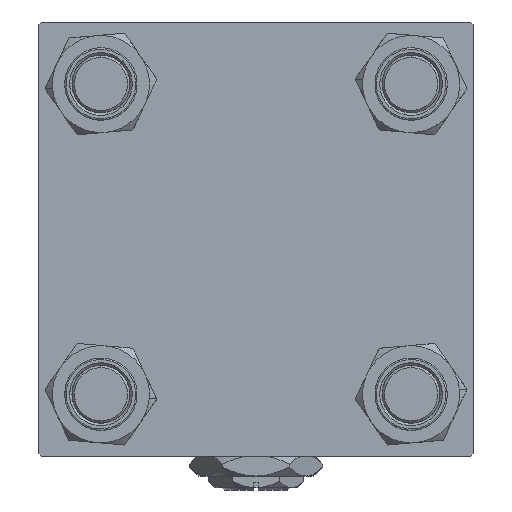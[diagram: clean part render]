
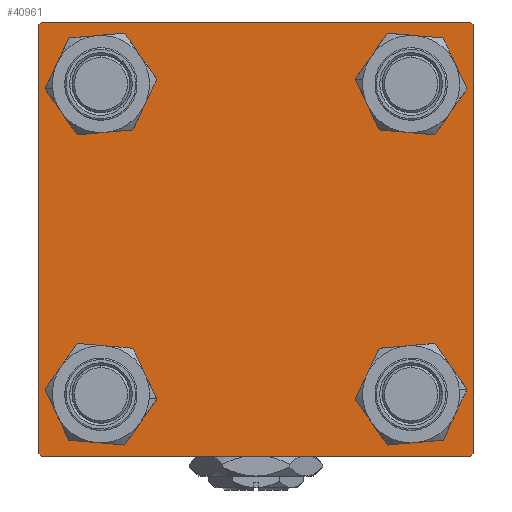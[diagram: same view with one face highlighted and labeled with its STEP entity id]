
A CAD part, left-side view. The second image highlights one B-rep face of the part: STEP entity #40961.
In plain terms, the highlighted planar face has unit normal (-1, 0, 0).
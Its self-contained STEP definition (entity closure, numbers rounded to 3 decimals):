
#142 = CARTESIAN_POINT ( 'NONE',  ( 0., -32.15, -32.15 ) ) ;
#493 = EDGE_CURVE ( 'NONE', #56419, #45530, #43361, .T. ) ;
#865 = DIRECTION ( 'NONE',  ( 0., -0.707, 0.707 ) ) ;
#958 = DIRECTION ( 'NONE',  ( -1., 0., 0. ) ) ;
#1199 = CARTESIAN_POINT ( 'NONE',  ( 0., 32.15, -38.65 ) ) ;
#1527 = ORIENTED_EDGE ( 'NONE', *, *, #56374, .T. ) ;
#1592 = ORIENTED_EDGE ( 'NONE', *, *, #493, .T. ) ;
#2134 = CARTESIAN_POINT ( 'NONE',  ( 0., 44.5, 45. ) ) ;
#2603 = CARTESIAN_POINT ( 'NONE',  ( 0., -32.15, -25.65 ) ) ;
#2610 = EDGE_LOOP ( 'NONE', ( #45177, #7181 ) ) ;
#2723 = DIRECTION ( 'NONE',  ( 0., 0., 1. ) ) ;
#2885 = CIRCLE ( 'NONE', #16256, 6.5 ) ;
#2940 = VERTEX_POINT ( 'NONE', #19807 ) ;
#3237 = EDGE_CURVE ( 'NONE', #33827, #2940, #18830, .T. ) ;
#3644 = VECTOR ( 'NONE', #41382, 1000. ) ;
#3664 = VECTOR ( 'NONE', #47416, 1000. ) ;
#3786 = DIRECTION ( 'NONE',  ( 0., 0.707, -0.707 ) ) ;
#4043 = DIRECTION ( 'NONE',  ( 0., -0.707, -0.707 ) ) ;
#4110 = CARTESIAN_POINT ( 'NONE',  ( 0., -32.15, 25.65 ) ) ;
#4130 = VERTEX_POINT ( 'NONE', #1199 ) ;
#4266 = FACE_BOUND ( 'NONE', #37572, .T. ) ;
#4614 = LINE ( 'NONE', #23445, #33518 ) ;
#5434 = DIRECTION ( 'NONE',  ( 0., 0., 1. ) ) ;
#5667 = DIRECTION ( 'NONE',  ( 0., 0., -1. ) ) ;
#5767 = VERTEX_POINT ( 'NONE', #35325 ) ;
#6075 = ORIENTED_EDGE ( 'NONE', *, *, #7478, .T. ) ;
#6888 = ORIENTED_EDGE ( 'NONE', *, *, #57612, .T. ) ;
#7181 = ORIENTED_EDGE ( 'NONE', *, *, #19037, .T. ) ;
#7381 = VERTEX_POINT ( 'NONE', #54367 ) ;
#7478 = EDGE_CURVE ( 'NONE', #32244, #5767, #23190, .T. ) ;
#8107 = ORIENTED_EDGE ( 'NONE', *, *, #29209, .T. ) ;
#8763 = VERTEX_POINT ( 'NONE', #52027 ) ;
#9737 = EDGE_CURVE ( 'NONE', #45530, #19554, #21708, .T. ) ;
#9899 = DIRECTION ( 'NONE',  ( 0., 0., 1. ) ) ;
#9942 = PLANE ( 'NONE',  #29548 ) ;
#10587 = VECTOR ( 'NONE', #3786, 1000. ) ;
#10787 = CARTESIAN_POINT ( 'NONE',  ( 0., -44.5, -45. ) ) ;
#12069 = VECTOR ( 'NONE', #865, 1000. ) ;
#12542 = ORIENTED_EDGE ( 'NONE', *, *, #25622, .T. ) ;
#12891 = CARTESIAN_POINT ( 'NONE',  ( 0., 32.15, -32.15 ) ) ;
#13922 = CARTESIAN_POINT ( 'NONE',  ( 0., 32.15, -25.65 ) ) ;
#14008 = EDGE_CURVE ( 'NONE', #38121, #42152, #55740, .T. ) ;
#14301 = CIRCLE ( 'NONE', #46813, 6.5 ) ;
#14680 = VECTOR ( 'NONE', #4043, 1000. ) ;
#14721 = CARTESIAN_POINT ( 'NONE',  ( 0., 0., 0. ) ) ;
#15775 = DIRECTION ( 'NONE',  ( 1., 0., 0. ) ) ;
#15945 = VERTEX_POINT ( 'NONE', #13922 ) ;
#16256 = AXIS2_PLACEMENT_3D ( 'NONE', #37441, #50951, #9899 ) ;
#17582 = CARTESIAN_POINT ( 'NONE',  ( 0., 44.5, -45. ) ) ;
#17626 = CARTESIAN_POINT ( 'NONE',  ( 0., -32.15, 32.15 ) ) ;
#17839 = DIRECTION ( 'NONE',  ( 0., 0., 1. ) ) ;
#18092 = CARTESIAN_POINT ( 'NONE',  ( 0., 44.75, -44.75 ) ) ;
#18253 = DIRECTION ( 'NONE',  ( 1., 0., 0. ) ) ;
#18830 = LINE ( 'NONE', #19429, #28765 ) ;
#19037 = EDGE_CURVE ( 'NONE', #39730, #8763, #24280, .T. ) ;
#19191 = LINE ( 'NONE', #23391, #3644 ) ;
#19429 = CARTESIAN_POINT ( 'NONE',  ( 0., -45., 45. ) ) ;
#19554 = VERTEX_POINT ( 'NONE', #17582 ) ;
#19807 = CARTESIAN_POINT ( 'NONE',  ( 0., -45., -44.5 ) ) ;
#20435 = LINE ( 'NONE', #47708, #3664 ) ;
#21708 = LINE ( 'NONE', #18092, #14680 ) ;
#23170 = DIRECTION ( 'NONE',  ( 0., 0., 1. ) ) ;
#23190 = CIRCLE ( 'NONE', #46159, 6.5 ) ;
#23391 = CARTESIAN_POINT ( 'NONE',  ( 0., 45., -45. ) ) ;
#23445 = CARTESIAN_POINT ( 'NONE',  ( 0., 45., 45. ) ) ;
#24239 = CARTESIAN_POINT ( 'NONE',  ( 0., -32.15, -38.65 ) ) ;
#24280 = CIRCLE ( 'NONE', #39606, 6.5 ) ;
#24585 = DIRECTION ( 'NONE',  ( 1., 0., 0. ) ) ;
#25622 = EDGE_CURVE ( 'NONE', #15945, #4130, #37754, .T. ) ;
#25820 = VECTOR ( 'NONE', #52666, 1000. ) ;
#26096 = CARTESIAN_POINT ( 'NONE',  ( 0., 32.15, 25.65 ) ) ;
#26565 = EDGE_LOOP ( 'NONE', ( #31907, #1527 ) ) ;
#26618 = ORIENTED_EDGE ( 'NONE', *, *, #47258, .T. ) ;
#26620 = DIRECTION ( 'NONE',  ( 0., 0., 1. ) ) ;
#26714 = DIRECTION ( 'NONE',  ( 0., 0., 1. ) ) ;
#27013 = DIRECTION ( 'NONE',  ( 1., 0., 0. ) ) ;
#27134 = CARTESIAN_POINT ( 'NONE',  ( 0., 32.15, -32.15 ) ) ;
#28123 = ORIENTED_EDGE ( 'NONE', *, *, #3237, .F. ) ;
#28651 = DIRECTION ( 'NONE',  ( 0., 0., 1. ) ) ;
#28739 = EDGE_LOOP ( 'NONE', ( #44072, #6075 ) ) ;
#28765 = VECTOR ( 'NONE', #5667, 1000. ) ;
#29209 = EDGE_CURVE ( 'NONE', #30667, #2940, #42489, .T. ) ;
#29548 = AXIS2_PLACEMENT_3D ( 'NONE', #14721, #958, #5434 ) ;
#30459 = CARTESIAN_POINT ( 'NONE',  ( 0., 44.75, 44.75 ) ) ;
#30667 = VERTEX_POINT ( 'NONE', #10787 ) ;
#30834 = DIRECTION ( 'NONE',  ( 1., 0., 0. ) ) ;
#31907 = ORIENTED_EDGE ( 'NONE', *, *, #14008, .T. ) ;
#32244 = VERTEX_POINT ( 'NONE', #4110 ) ;
#32907 = ORIENTED_EDGE ( 'NONE', *, *, #39689, .T. ) ;
#32989 = FACE_BOUND ( 'NONE', #26565, .T. ) ;
#33518 = VECTOR ( 'NONE', #45939, 1000. ) ;
#33827 = VERTEX_POINT ( 'NONE', #53667 ) ;
#34369 = CARTESIAN_POINT ( 'NONE',  ( 0., 45., 45. ) ) ;
#34836 = ORIENTED_EDGE ( 'NONE', *, *, #46108, .F. ) ;
#35325 = CARTESIAN_POINT ( 'NONE',  ( 0., -32.15, 38.65 ) ) ;
#35838 = LINE ( 'NONE', #30459, #10587 ) ;
#35882 = EDGE_CURVE ( 'NONE', #5767, #32244, #53433, .T. ) ;
#36009 = CARTESIAN_POINT ( 'NONE',  ( 0., 32.15, 32.15 ) ) ;
#37441 = CARTESIAN_POINT ( 'NONE',  ( 0., -32.15, -32.15 ) ) ;
#37541 = AXIS2_PLACEMENT_3D ( 'NONE', #142, #54957, #23170 ) ;
#37572 = EDGE_LOOP ( 'NONE', ( #12542, #47146 ) ) ;
#37754 = CIRCLE ( 'NONE', #47350, 6.5 ) ;
#38121 = VERTEX_POINT ( 'NONE', #2603 ) ;
#39452 = CARTESIAN_POINT ( 'NONE',  ( 0., 45., 44.5 ) ) ;
#39606 = AXIS2_PLACEMENT_3D ( 'NONE', #36009, #27013, #26714 ) ;
#39689 = EDGE_CURVE ( 'NONE', #33827, #7381, #20435, .T. ) ;
#39730 = VERTEX_POINT ( 'NONE', #26096 ) ;
#40961 = ADVANCED_FACE ( 'NONE', ( #46472, #32989, #4266, #45591, #50994 ), #9942, .T. ) ;
#41382 = DIRECTION ( 'NONE',  ( 0., -1., 0. ) ) ;
#41575 = EDGE_CURVE ( 'NONE', #8763, #39730, #46766, .T. ) ;
#41883 = CARTESIAN_POINT ( 'NONE',  ( 0., -44.75, -44.75 ) ) ;
#42152 = VERTEX_POINT ( 'NONE', #24239 ) ;
#42437 = CARTESIAN_POINT ( 'NONE',  ( 0., 32.15, 32.15 ) ) ;
#42489 = LINE ( 'NONE', #41883, #12069 ) ;
#43101 = EDGE_CURVE ( 'NONE', #4130, #15945, #14301, .T. ) ;
#43361 = LINE ( 'NONE', #34369, #25820 ) ;
#44072 = ORIENTED_EDGE ( 'NONE', *, *, #35882, .T. ) ;
#45177 = ORIENTED_EDGE ( 'NONE', *, *, #41575, .T. ) ;
#45529 = DIRECTION ( 'NONE',  ( 0., 0., 1. ) ) ;
#45530 = VERTEX_POINT ( 'NONE', #46973 ) ;
#45591 = FACE_BOUND ( 'NONE', #2610, .T. ) ;
#45939 = DIRECTION ( 'NONE',  ( 0., -1., 0. ) ) ;
#46108 = EDGE_CURVE ( 'NONE', #48781, #7381, #4614, .T. ) ;
#46159 = AXIS2_PLACEMENT_3D ( 'NONE', #48263, #24585, #2723 ) ;
#46472 = FACE_BOUND ( 'NONE', #28739, .T. ) ;
#46766 = CIRCLE ( 'NONE', #55423, 6.5 ) ;
#46813 = AXIS2_PLACEMENT_3D ( 'NONE', #27134, #54426, #17839 ) ;
#46973 = CARTESIAN_POINT ( 'NONE',  ( 0., 45., -44.5 ) ) ;
#47146 = ORIENTED_EDGE ( 'NONE', *, *, #43101, .T. ) ;
#47258 = EDGE_CURVE ( 'NONE', #19554, #30667, #19191, .T. ) ;
#47350 = AXIS2_PLACEMENT_3D ( 'NONE', #12891, #18253, #45529 ) ;
#47416 = DIRECTION ( 'NONE',  ( 0., 0.707, 0.707 ) ) ;
#47708 = CARTESIAN_POINT ( 'NONE',  ( 0., -44.75, 44.75 ) ) ;
#48263 = CARTESIAN_POINT ( 'NONE',  ( 0., -32.15, 32.15 ) ) ;
#48781 = VERTEX_POINT ( 'NONE', #2134 ) ;
#50951 = DIRECTION ( 'NONE',  ( 1., 0., 0. ) ) ;
#50994 = FACE_OUTER_BOUND ( 'NONE', #56114, .T. ) ;
#52027 = CARTESIAN_POINT ( 'NONE',  ( 0., 32.15, 38.65 ) ) ;
#52666 = DIRECTION ( 'NONE',  ( 0., 0., -1. ) ) ;
#53368 = ORIENTED_EDGE ( 'NONE', *, *, #9737, .T. ) ;
#53433 = CIRCLE ( 'NONE', #54409, 6.5 ) ;
#53667 = CARTESIAN_POINT ( 'NONE',  ( 0., -45., 44.5 ) ) ;
#54367 = CARTESIAN_POINT ( 'NONE',  ( 0., -44.5, 45. ) ) ;
#54409 = AXIS2_PLACEMENT_3D ( 'NONE', #17626, #30834, #26620 ) ;
#54426 = DIRECTION ( 'NONE',  ( 1., 0., 0. ) ) ;
#54957 = DIRECTION ( 'NONE',  ( 1., 0., 0. ) ) ;
#55423 = AXIS2_PLACEMENT_3D ( 'NONE', #42437, #15775, #28651 ) ;
#55740 = CIRCLE ( 'NONE', #37541, 6.5 ) ;
#56114 = EDGE_LOOP ( 'NONE', ( #1592, #53368, #26618, #8107, #28123, #32907, #34836, #6888 ) ) ;
#56374 = EDGE_CURVE ( 'NONE', #42152, #38121, #2885, .T. ) ;
#56419 = VERTEX_POINT ( 'NONE', #39452 ) ;
#57612 = EDGE_CURVE ( 'NONE', #48781, #56419, #35838, .T. ) ;
